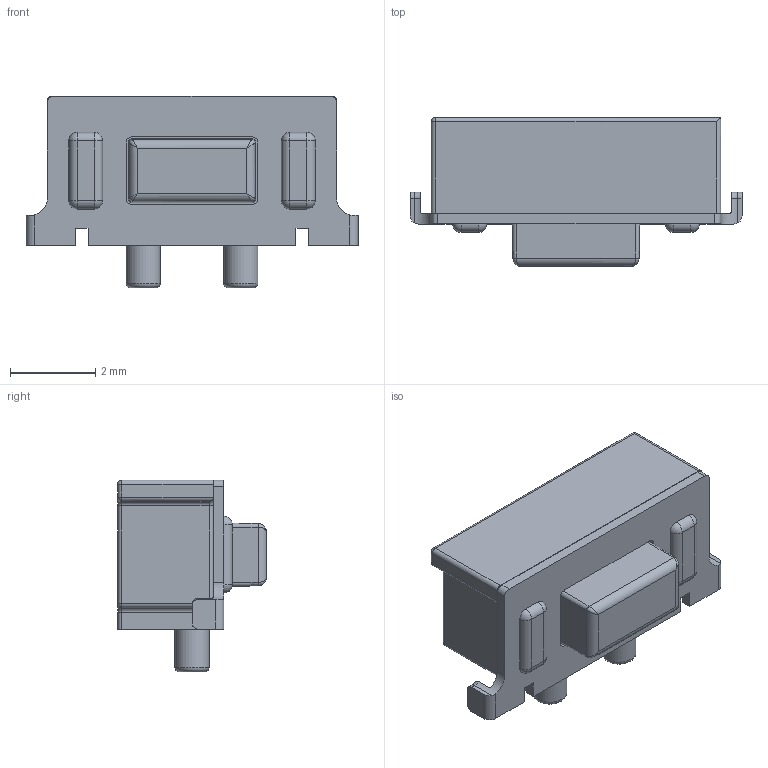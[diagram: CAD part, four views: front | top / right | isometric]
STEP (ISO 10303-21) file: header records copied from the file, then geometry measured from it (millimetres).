
FILE_DESCRIPTION(/* description */ (''),/* implementation_level */ '2;1');
FILE_NAME(/* name */ '3D_PCB1_2022-02-08.step',/* time_stamp */ '2022-02-08T11:28:09+08:00',/* author */ (''),/* organization */ (''),/* preprocessor_version */ 'ST-DEVELOPER v18.1',/* originating_system */ 'Autodesk Translation Framework v10.13.0.1454',/* authorisation */ '');
FILE_SCHEMA (('AUTOMOTIVE_DESIGN { 1 0 10303 214 3 1 1 }'));
Length unit declared in the file: millimetre
Products named in the file (4): (未保存); U1; SW-SMD_1188E-1K3-V-T-R; COMPOUND (1)
Assembly tree (3 placements, depth 4):
  (未保存)
    U1
      SW-SMD_1188E-1K3-V-T-R
        COMPOUND (1)
Bounding box: 7.8 x 3.5 x 4.5 mm (x, y, z)
Volume: 58.5 mm3; surface area: 164.7 mm2
Topology: 5 solids, 5 shells, 206 faces, 522 edges, 315 vertices
Faces by surface type: plane 99, cylinder 59, bspline 18, sphere 14, torus 12, cone 4
Full cylindrical faces by diameter (mm): 0.8 x2
Entity records: 8246 total; most frequent: CARTESIAN_POINT 3273, ORIENTED_EDGE 1008, DIRECTION 981, EDGE_CURVE 504, AXIS2_PLACEMENT_3D 328, LINE 325, VECTOR 325, VERTEX_POINT 315
